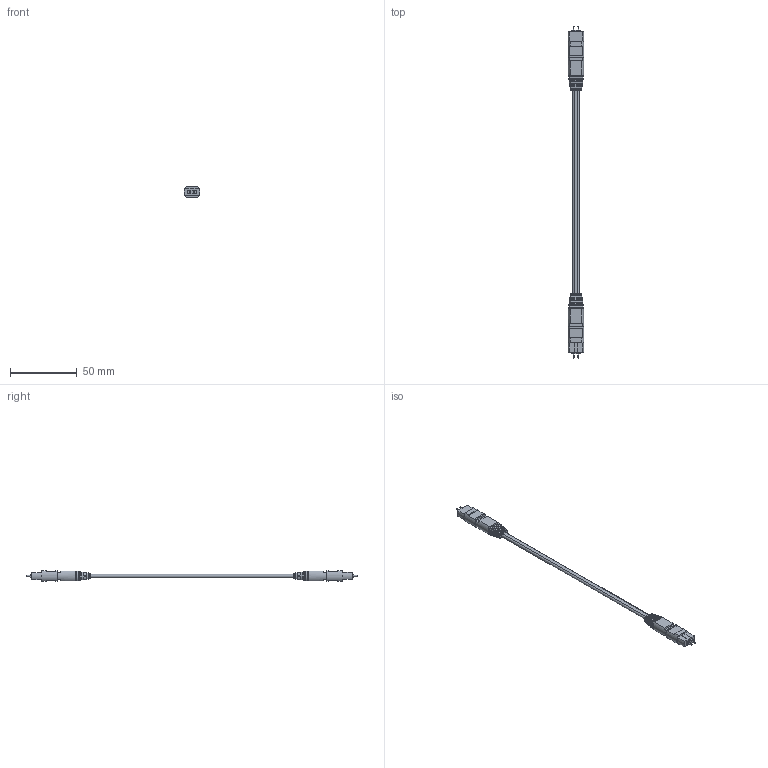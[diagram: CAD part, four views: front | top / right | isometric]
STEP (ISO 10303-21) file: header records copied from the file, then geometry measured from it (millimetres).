
FILE_DESCRIPTION (( 'STEP AP214' ), '1' );
FILE_NAME ('MPMM6.STEP', '2018-03-27T18:04:21', ( '' ), ( '' ), 'SwSTEP 2.0', 'SolidWorks 2017', '' );
FILE_SCHEMA (( 'AUTOMOTIVE_DESIGN' ));
Length unit declared in the file: inch
Products named in the file (3): MPMM6; 3AB04-002; MTPF12-25-MA1_6" long, Orange
Assembly tree (3 placements, depth 2):
  MPMM6
    MTPF12-25-MA1_6" long, Orange
    3AB04-002  x2
Bounding box: 11.9 x 248.16 x 7.75 mm (x, y, z)
Volume: 7295.4 mm3; surface area: 5777.7 mm2
Topology: 3 solids, 3 shells, 230 faces, 556 edges, 368 vertices
Faces by surface type: plane 176, cone 24, cylinder 22, torus 8
Entity records: 4113 total; most frequent: CARTESIAN_POINT 668, DIRECTION 576, ORIENTED_EDGE 568, EDGE_CURVE 284, VECTOR 192, AXIS2_PLACEMENT_3D 192, LINE 192, VERTEX_POINT 188
